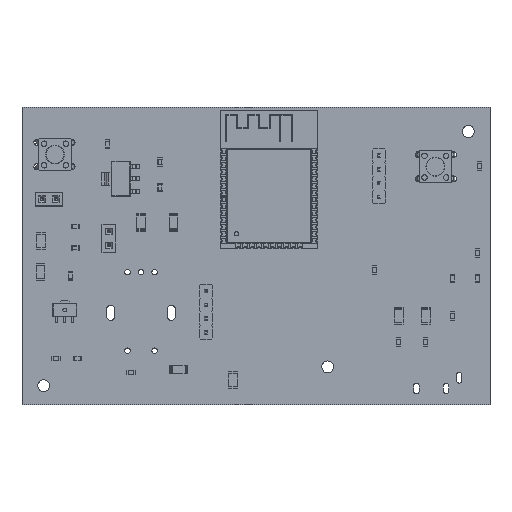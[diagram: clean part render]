
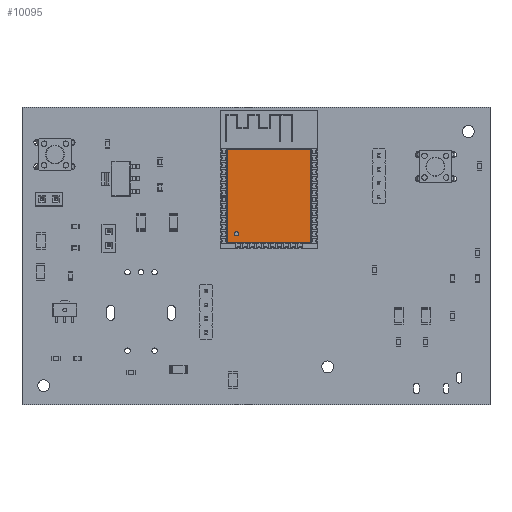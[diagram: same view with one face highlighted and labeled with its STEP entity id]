
A CAD part, top view. The second image highlights one B-rep face of the part: STEP entity #10095.
In plain terms, the highlighted planar face has unit normal (0, 0, 1).
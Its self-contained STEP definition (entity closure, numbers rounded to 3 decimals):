
#10033 = VERTEX_POINT('',#10034);
#10034 = CARTESIAN_POINT('',(-7.7,-8.6,3.1));
#10043 = EDGE_CURVE('',#10033,#10044,#10046,.T.);
#10044 = VERTEX_POINT('',#10045);
#10045 = CARTESIAN_POINT('',(-7.7,8.6,3.1));
#10046 = LINE('',#10047,#10048);
#10047 = CARTESIAN_POINT('',(-7.7,-8.7,3.1));
#10048 = VECTOR('',#10049,1.);
#10049 = DIRECTION('',(0.,1.,0.));
#10095 = ADVANCED_FACE('',(#10096,#10121),#10132,.T.);
#10096 = FACE_BOUND('',#10097,.T.);
#10097 = EDGE_LOOP('',(#10098,#10099,#10107,#10115));
#10098 = ORIENTED_EDGE('',*,*,#10043,.F.);
#10099 = ORIENTED_EDGE('',*,*,#10100,.T.);
#10100 = EDGE_CURVE('',#10033,#10101,#10103,.T.);
#10101 = VERTEX_POINT('',#10102);
#10102 = CARTESIAN_POINT('',(7.7,-8.6,3.1));
#10103 = LINE('',#10104,#10105);
#10104 = CARTESIAN_POINT('',(-7.8,-8.6,3.1));
#10105 = VECTOR('',#10106,1.);
#10106 = DIRECTION('',(1.,0.,0.));
#10107 = ORIENTED_EDGE('',*,*,#10108,.T.);
#10108 = EDGE_CURVE('',#10101,#10109,#10111,.T.);
#10109 = VERTEX_POINT('',#10110);
#10110 = CARTESIAN_POINT('',(7.7,8.6,3.1));
#10111 = LINE('',#10112,#10113);
#10112 = CARTESIAN_POINT('',(7.7,-8.7,3.1));
#10113 = VECTOR('',#10114,1.);
#10114 = DIRECTION('',(0.,1.,0.));
#10115 = ORIENTED_EDGE('',*,*,#10116,.F.);
#10116 = EDGE_CURVE('',#10044,#10109,#10117,.T.);
#10117 = LINE('',#10118,#10119);
#10118 = CARTESIAN_POINT('',(-7.8,8.6,3.1));
#10119 = VECTOR('',#10120,1.);
#10120 = DIRECTION('',(1.,0.,0.));
#10121 = FACE_BOUND('',#10122,.T.);
#10122 = EDGE_LOOP('',(#10123));
#10123 = ORIENTED_EDGE('',*,*,#10124,.F.);
#10124 = EDGE_CURVE('',#10125,#10125,#10127,.T.);
#10125 = VERTEX_POINT('',#10126);
#10126 = CARTESIAN_POINT('',(-5.6,-7.,3.1));
#10127 = CIRCLE('',#10128,0.4);
#10128 = AXIS2_PLACEMENT_3D('',#10129,#10130,#10131);
#10129 = CARTESIAN_POINT('',(-6.,-7.,3.1));
#10130 = DIRECTION('',(0.,0.,1.));
#10131 = DIRECTION('',(1.,0.,-0.));
#10132 = PLANE('',#10133);
#10133 = AXIS2_PLACEMENT_3D('',#10134,#10135,#10136);
#10134 = CARTESIAN_POINT('',(-7.8,-8.7,3.1));
#10135 = DIRECTION('',(0.,0.,1.));
#10136 = DIRECTION('',(1.,0.,-0.));
